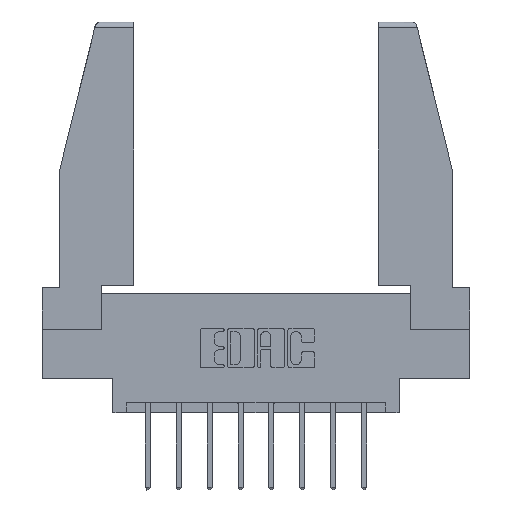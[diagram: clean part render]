
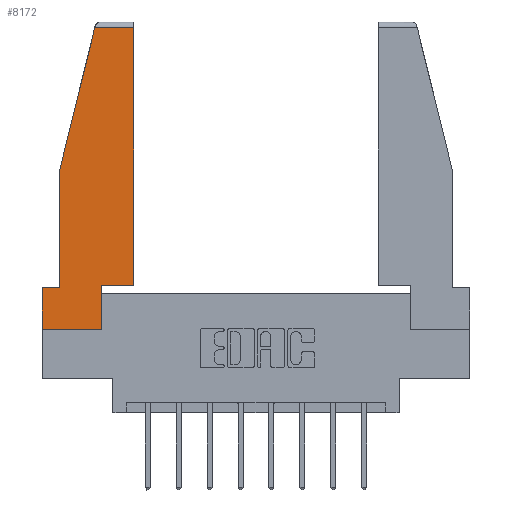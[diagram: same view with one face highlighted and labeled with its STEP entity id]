
A CAD part, top view. The second image highlights one B-rep face of the part: STEP entity #8172.
In plain terms, the highlighted planar face has unit normal (0, 0, 1).
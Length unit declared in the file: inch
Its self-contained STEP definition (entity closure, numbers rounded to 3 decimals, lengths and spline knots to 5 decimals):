
#244 = VERTEX_POINT ( 'NONE', #13009 ) ;
#259 = ORIENTED_EDGE ( 'NONE', *, *, #3322, .T. ) ;
#893 = VECTOR ( 'NONE', #12431, 39.37008 ) ;
#1014 = LINE ( 'NONE', #11812, #8966 ) ;
#1323 = VECTOR ( 'NONE', #12862, 39.37008 ) ;
#1351 = LINE ( 'NONE', #1761, #6798 ) ;
#1596 = LINE ( 'NONE', #11897, #7043 ) ;
#1599 = DIRECTION ( 'NONE',  ( 1., 0., 0. ) ) ;
#1734 = ORIENTED_EDGE ( 'NONE', *, *, #7192, .T. ) ;
#1761 = CARTESIAN_POINT ( 'NONE',  ( 0.086, 0.8, 0. ) ) ;
#1772 = CARTESIAN_POINT ( 'NONE',  ( 0.297, 0.223, 0. ) ) ;
#2181 = VECTOR ( 'NONE', #4821, 39.37008 ) ;
#2647 = ORIENTED_EDGE ( 'NONE', *, *, #8227, .T. ) ;
#2667 = LINE ( 'NONE', #2941, #2985 ) ;
#2941 = CARTESIAN_POINT ( 'NONE',  ( 0.271, 1.55, 0. ) ) ;
#2985 = VECTOR ( 'NONE', #13133, 39.37008 ) ;
#3060 = CARTESIAN_POINT ( 'NONE',  ( 0.086, 0.8, 0. ) ) ;
#3302 = LINE ( 'NONE', #8483, #8403 ) ;
#3322 = EDGE_CURVE ( 'NONE', #8140, #11285, #5705, .T. ) ;
#3353 = ORIENTED_EDGE ( 'NONE', *, *, #11809, .T. ) ;
#3622 = CARTESIAN_POINT ( 'NONE',  ( 0.297, 0., 0. ) ) ;
#3710 = CARTESIAN_POINT ( 'NONE',  ( 0., 0., 0. ) ) ;
#3745 = VECTOR ( 'NONE', #13096, 39.37008 ) ;
#3787 = DIRECTION ( 'NONE',  ( 0., 0., 1. ) ) ;
#3864 = CARTESIAN_POINT ( 'NONE',  ( 0.461, 0.223, 0. ) ) ;
#3910 = LINE ( 'NONE', #3864, #3745 ) ;
#4243 = VERTEX_POINT ( 'NONE', #8269 ) ;
#4821 = DIRECTION ( 'NONE',  ( 0., -1., 0. ) ) ;
#4866 = CARTESIAN_POINT ( 'NONE',  ( 0., 0., 0. ) ) ;
#5281 = AXIS2_PLACEMENT_3D ( 'NONE', #4866, #3787, #6998 ) ;
#5705 = LINE ( 'NONE', #11484, #2181 ) ;
#6292 = CARTESIAN_POINT ( 'NONE',  ( 0.461, 1.52, 0. ) ) ;
#6798 = VECTOR ( 'NONE', #12979, 39.37008 ) ;
#6903 = VERTEX_POINT ( 'NONE', #3060 ) ;
#6925 = LINE ( 'NONE', #3710, #1323 ) ;
#6998 = DIRECTION ( 'NONE',  ( 1., 0., 0. ) ) ;
#7043 = VECTOR ( 'NONE', #12946, 39.37008 ) ;
#7192 = EDGE_CURVE ( 'NONE', #4243, #8140, #3302, .T. ) ;
#7367 = EDGE_CURVE ( 'NONE', #8192, #6903, #2667, .T. ) ;
#7469 = VERTEX_POINT ( 'NONE', #3622 ) ;
#7806 = CARTESIAN_POINT ( 'NONE',  ( 0., 0.21, 0. ) ) ;
#8051 = ORIENTED_EDGE ( 'NONE', *, *, #9391, .T. ) ;
#8140 = VERTEX_POINT ( 'NONE', #7806 ) ;
#8172 = ADVANCED_FACE ( 'NONE', ( #8857 ), #9864, .T. ) ;
#8192 = VERTEX_POINT ( 'NONE', #9992 ) ;
#8227 = EDGE_CURVE ( 'NONE', #6903, #4243, #1351, .T. ) ;
#8269 = CARTESIAN_POINT ( 'NONE',  ( 0.086, 0.21, 0. ) ) ;
#8403 = VECTOR ( 'NONE', #11650, 39.37008 ) ;
#8468 = EDGE_CURVE ( 'NONE', #9760, #8192, #9010, .T. ) ;
#8483 = CARTESIAN_POINT ( 'NONE',  ( 0., 0.21, 0. ) ) ;
#8857 = FACE_OUTER_BOUND ( 'NONE', #13155, .T. ) ;
#8938 = EDGE_CURVE ( 'NONE', #244, #9760, #3910, .T. ) ;
#8966 = VECTOR ( 'NONE', #1599, 39.37008 ) ;
#9010 = LINE ( 'NONE', #12388, #893 ) ;
#9367 = EDGE_CURVE ( 'NONE', #11881, #244, #1014, .T. ) ;
#9391 = EDGE_CURVE ( 'NONE', #11285, #7469, #6925, .T. ) ;
#9760 = VERTEX_POINT ( 'NONE', #6292 ) ;
#9864 = PLANE ( 'NONE',  #5281 ) ;
#9948 = ORIENTED_EDGE ( 'NONE', *, *, #8938, .T. ) ;
#9992 = CARTESIAN_POINT ( 'NONE',  ( 0.2636, 1.52, 0. ) ) ;
#10090 = ORIENTED_EDGE ( 'NONE', *, *, #9367, .T. ) ;
#11051 = CARTESIAN_POINT ( 'NONE',  ( 0., 0., 0. ) ) ;
#11200 = ORIENTED_EDGE ( 'NONE', *, *, #7367, .T. ) ;
#11285 = VERTEX_POINT ( 'NONE', #11051 ) ;
#11484 = CARTESIAN_POINT ( 'NONE',  ( 0., 0.21, 0. ) ) ;
#11650 = DIRECTION ( 'NONE',  ( -1., 0., 0. ) ) ;
#11809 = EDGE_CURVE ( 'NONE', #7469, #11881, #1596, .T. ) ;
#11812 = CARTESIAN_POINT ( 'NONE',  ( 0.297, 0.223, 0. ) ) ;
#11881 = VERTEX_POINT ( 'NONE', #1772 ) ;
#11897 = CARTESIAN_POINT ( 'NONE',  ( 0.297, 0., 0. ) ) ;
#12388 = CARTESIAN_POINT ( 'NONE',  ( 0., 1.52, 0. ) ) ;
#12431 = DIRECTION ( 'NONE',  ( -1., 0., 0. ) ) ;
#12862 = DIRECTION ( 'NONE',  ( 1., 0., 0. ) ) ;
#12946 = DIRECTION ( 'NONE',  ( 0., 1., 0. ) ) ;
#12967 = ORIENTED_EDGE ( 'NONE', *, *, #8468, .T. ) ;
#12979 = DIRECTION ( 'NONE',  ( 0., -1., 0. ) ) ;
#13009 = CARTESIAN_POINT ( 'NONE',  ( 0.461, 0.223, 0. ) ) ;
#13096 = DIRECTION ( 'NONE',  ( 0., 1., 0. ) ) ;
#13133 = DIRECTION ( 'NONE',  ( -0.239, -0.971, 0. ) ) ;
#13155 = EDGE_LOOP ( 'NONE', ( #9948, #12967, #11200, #2647, #1734, #259, #8051, #3353, #10090 ) ) ;
